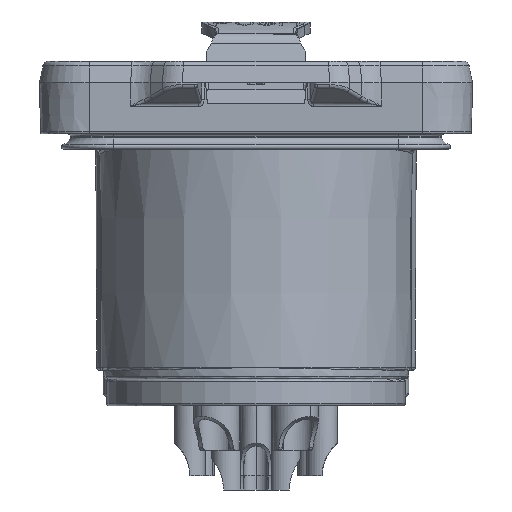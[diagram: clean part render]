
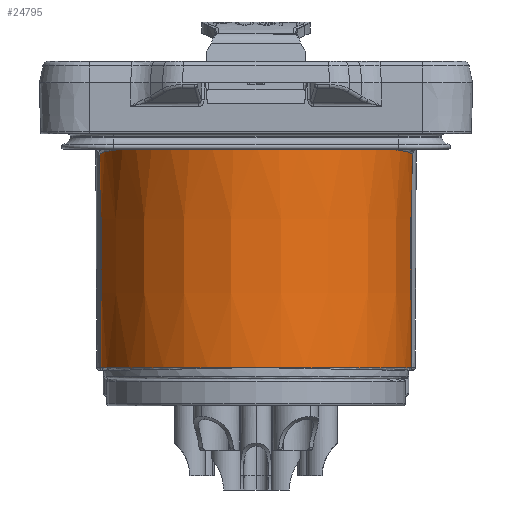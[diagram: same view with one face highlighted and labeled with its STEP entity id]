
A CAD part, front view. The second image highlights one B-rep face of the part: STEP entity #24795.
In plain terms, the highlighted conical face has half-angle 0.25 degrees and reference radius 10.965 mm.
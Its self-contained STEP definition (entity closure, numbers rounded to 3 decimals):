
#132=CARTESIAN_POINT('',(0.,-0.75,
-15.901));
#133=DIRECTION('',(0.,0.,-1.));
#134=DIRECTION('',(0.984,0.181,0.));
#135=AXIS2_PLACEMENT_3D('',#132,#133,#134);
#137=CARTESIAN_POINT('',(0.,-0.75,
-15.901));
#138=DIRECTION('',(0.,0.,-1.));
#139=DIRECTION('',(0.,-1.,0.));
#140=AXIS2_PLACEMENT_3D('',#137,#138,#139);
#142=CARTESIAN_POINT('',(-10.751,1.223,-15.901));
#143=CARTESIAN_POINT('',(-10.759,1.222,-14.26));
#144=CARTESIAN_POINT('',(-10.774,1.22,-10.975));
#145=CARTESIAN_POINT('',(-10.796,1.216,-6.037));
#146=CARTESIAN_POINT('',(-10.811,1.214,-2.738));
#147=CARTESIAN_POINT('',(-10.819,1.213,-1.087));
#149=CARTESIAN_POINT('',(-10.819,1.213,-1.087));
#150=CARTESIAN_POINT('',(-10.895,0.791,
-1.058));
#151=CARTESIAN_POINT('',(-10.999,-0.06,
-0.999));
#152=CARTESIAN_POINT('',(-11.005,-1.346,
-0.911));
#153=CARTESIAN_POINT('',(-10.861,-2.625,
-0.825));
#154=CARTESIAN_POINT('',(-10.569,-3.878,
-0.74));
#155=CARTESIAN_POINT('',(-10.133,-5.088,
-0.659));
#156=CARTESIAN_POINT('',(-9.559,-6.239,
-0.583));
#157=CARTESIAN_POINT('',(-8.855,-7.314,
-0.512));
#158=CARTESIAN_POINT('',(-8.031,-8.301,
-0.447));
#159=CARTESIAN_POINT('',(-7.098,-9.184,
-0.39));
#160=CARTESIAN_POINT('',(-6.069,-9.953,
-0.34));
#161=CARTESIAN_POINT('',(-4.957,-10.596,
-0.298));
#162=CARTESIAN_POINT('',(-3.778,-11.106,
-0.265));
#163=CARTESIAN_POINT('',(-2.547,-11.476,
-0.242));
#164=CARTESIAN_POINT('',(-1.282,-11.699,
-0.227));
#165=CARTESIAN_POINT('',(-0.427,-11.749,
-0.224));
#166=CARTESIAN_POINT('',(0.,-11.749,
-0.224));
#168=CARTESIAN_POINT('',(0.,-11.749,
-0.224));
#169=CARTESIAN_POINT('',(0.427,-11.749,
-0.224));
#170=CARTESIAN_POINT('',(1.281,-11.699,
-0.227));
#171=CARTESIAN_POINT('',(2.545,-11.476,
-0.241));
#172=CARTESIAN_POINT('',(3.774,-11.108,
-0.265));
#173=CARTESIAN_POINT('',(4.953,-10.598,
-0.298));
#174=CARTESIAN_POINT('',(6.065,-9.955,
-0.34));
#175=CARTESIAN_POINT('',(7.094,-9.187,
-0.389));
#176=CARTESIAN_POINT('',(8.028,-8.304,
-0.447));
#177=CARTESIAN_POINT('',(8.852,-7.318,
-0.512));
#178=CARTESIAN_POINT('',(9.556,-6.243,
-0.583));
#179=CARTESIAN_POINT('',(10.131,-5.092,
-0.659));
#180=CARTESIAN_POINT('',(10.568,-3.882,
-0.74));
#181=CARTESIAN_POINT('',(10.86,-2.628,
-0.824));
#182=CARTESIAN_POINT('',(11.005,-1.348,
-0.911));
#183=CARTESIAN_POINT('',(10.999,-0.06,
-0.999));
#184=CARTESIAN_POINT('',(10.895,0.792,-1.058));
#185=CARTESIAN_POINT('',(10.819,1.214,-1.087));
#187=CARTESIAN_POINT('',(10.751,1.224,-15.901));
#188=CARTESIAN_POINT('',(10.758,1.223,-14.26));
#189=CARTESIAN_POINT('',(10.773,1.221,-10.975));
#190=CARTESIAN_POINT('',(10.796,1.217,-6.037));
#191=CARTESIAN_POINT('',(10.811,1.215,-2.738));
#192=CARTESIAN_POINT('',(10.819,1.214,-1.087));
#454=CARTESIAN_POINT('',(10.751,1.224,-15.901));
#799=CARTESIAN_POINT('',(-10.751,1.223,-15.901));
#813=CARTESIAN_POINT('',(-10.819,1.213,-1.087));
#24404=CARTESIAN_POINT('',(0.,-11.749,
-0.224));
#24406=VERTEX_POINT('',#24404);
#24416=VERTEX_POINT('',#813);
#24419=VERTEX_POINT('',#185);
#24437=VERTEX_POINT('',#454);
#24440=CARTESIAN_POINT('',(-0.001,-11.681,
-15.901));
#24441=VERTEX_POINT('',#24440);
#24444=VERTEX_POINT('',#799);
#24778=CARTESIAN_POINT('',(0.,-0.75,
-8.062));
#24779=DIRECTION('',(0.,0.,1.));
#24780=DIRECTION('',(1.,0.,0.));
#24781=AXIS2_PLACEMENT_3D('',#24778,#24779,#24780);
#24782=CONICAL_SURFACE('',#24781,10.965,0.25);
#24784=ORIENTED_EDGE('',*,*,#24783,.T.);
#24786=ORIENTED_EDGE('',*,*,#24785,.T.);
#24788=ORIENTED_EDGE('',*,*,#24787,.T.);
#24789=ORIENTED_EDGE('',*,*,#24769,.T.);
#24790=ORIENTED_EDGE('',*,*,#24682,.T.);
#24792=ORIENTED_EDGE('',*,*,#24791,.F.);
#24793=EDGE_LOOP('',(#24784,#24786,#24788,#24789,#24790,#24792));
#24794=FACE_OUTER_BOUND('',#24793,.F.);
#24795=ADVANCED_FACE('',(#24794),#24782,.T.);
#136=CIRCLE('',#135,10.931);
#141=CIRCLE('',#140,10.931);
#148=B_SPLINE_CURVE_WITH_KNOTS('',3,(#142,#143,#144,#145,#146,#147),
.UNSPECIFIED.,.F.,.F.,(4,1,1,4),(0.,0.333,0.667,1.),
.UNSPECIFIED.);
#167=B_SPLINE_CURVE_WITH_KNOTS('',3,(#149,#150,#151,#152,#153,#154,#155,#156,
#157,#158,#159,#160,#161,#162,#163,#164,#165,#166),.UNSPECIFIED.,.F.,.F.,(4,1,1,
1,1,1,1,1,1,1,1,1,1,1,1,4),(0.,0.067,0.133,0.2,
0.267,0.333,0.4,0.467,0.533,
0.6,0.667,0.733,0.8,0.867,
0.933,1.),.UNSPECIFIED.);
#186=B_SPLINE_CURVE_WITH_KNOTS('',3,(#168,#169,#170,#171,#172,#173,#174,#175,
#176,#177,#178,#179,#180,#181,#182,#183,#184,#185),.UNSPECIFIED.,.F.,.F.,(4,1,1,
1,1,1,1,1,1,1,1,1,1,1,1,4),(0.,0.067,0.133,0.2,
0.267,0.333,0.4,0.467,0.533,
0.6,0.667,0.733,0.8,0.867,
0.933,1.),.UNSPECIFIED.);
#193=B_SPLINE_CURVE_WITH_KNOTS('',3,(#187,#188,#189,#190,#191,#192),
.UNSPECIFIED.,.F.,.F.,(4,1,1,4),(0.,0.333,0.667,1.),
.UNSPECIFIED.);
#24682=EDGE_CURVE('',#24406,#24419,#186,.T.);
#24769=EDGE_CURVE('',#24416,#24406,#167,.T.);
#24783=EDGE_CURVE('',#24437,#24441,#136,.T.);
#24785=EDGE_CURVE('',#24441,#24444,#141,.T.);
#24787=EDGE_CURVE('',#24444,#24416,#148,.T.);
#24791=EDGE_CURVE('',#24437,#24419,#193,.T.);
